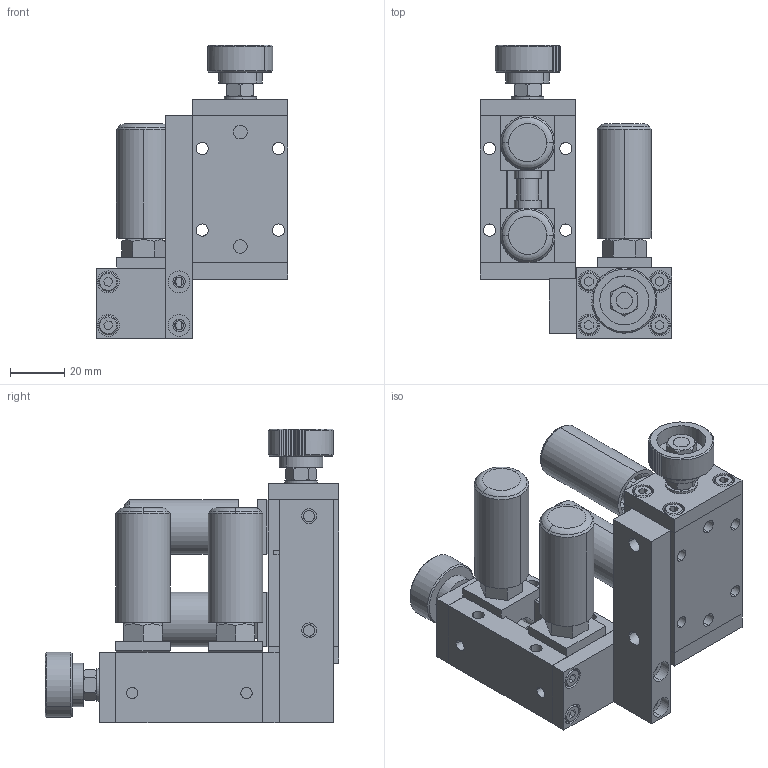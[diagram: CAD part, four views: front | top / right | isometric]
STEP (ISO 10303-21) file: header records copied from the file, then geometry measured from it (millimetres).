
FILE_DESCRIPTION (( 'STEP AP203' ), '1' );
FILE_NAME ('230428 STEP 3-300124-00_14847.STEP', '2023-04-28T03:29:23', ( '' ), ( '' ), 'SwSTEP 2.0', 'SolidWorks 2022', '' );
FILE_SCHEMA (( 'CONFIG_CONTROL_DESIGN' ));
Length unit declared in the file: millimetre
Products named in the file (1): 230428 STEP 3-300124-00_14847
Bounding box: 70.5 x 108 x 108 mm (x, y, z)
Volume: 163394.6 mm3; surface area: 105417.2 mm2
Topology: 51 solids, 51 shells, 1416 faces, 3366 edges, 2168 vertices
Faces by surface type: plane 580, cylinder 430, cone 220, bspline 150, torus 36
Entity records: 49611 total; most frequent: CARTESIAN_POINT 17101, ORIENTED_EDGE 6732, DIRECTION 6428, EDGE_CURVE 3366, AXIS2_PLACEMENT_3D 2383, VERTEX_POINT 2168, EDGE_LOOP 1696, LINE 1662
